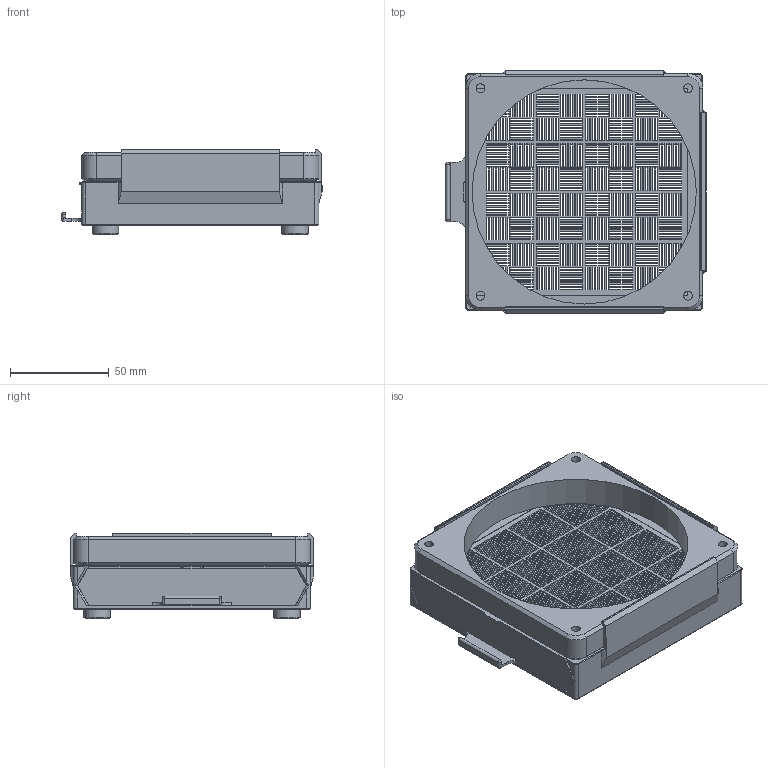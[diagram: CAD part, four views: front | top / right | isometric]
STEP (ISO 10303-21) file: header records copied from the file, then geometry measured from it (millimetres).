
FILE_DESCRIPTION(/* description */ (''),/* implementation_level */ '2;1');
FILE_NAME(/* name */ 'Desiccant Fan Mount 2 120mm_v22.step',/* time_stamp */ '2020-09-23T17:58:54-07:00',/* author */ (''),/* organization */ (''),/* preprocessor_version */ 'ST-DEVELOPER v18.1',/* originating_system */ 'Autodesk Translation Framework v9.3.0.1241',/* authorisation */ '');
FILE_SCHEMA (('AUTOMOTIVE_DESIGN { 1 0 10303 214 3 1 1 }'));
Products named in the file (5): Desiccant Fan Mount 2 120mm; Component1; Component3; Component2; Component4
Assembly tree (7 placements, depth 2):
  Desiccant Fan Mount 2 120mm
    Component1
    Component3
    Component2
    Component4  x4
Bounding box: 131.7 x 123.4 x 43.4 mm (x, y, z)
Volume: 154453.8 mm3; surface area: 142166.7 mm2
Topology: 8 solids, 8 shells, 3595 faces, 12578 edges, 8304 vertices
Faces by surface type: plane 3381, cylinder 122, cone 86, bspline 4, sphere 2
Full cylindrical faces by diameter (mm): 4.5 x4, 5 x4, 5.4 x4, 9.5 x4, 13.5 x4, 113.5 x1
Entity records: 132038 total; most frequent: ORIENTED_EDGE 24458, CARTESIAN_POINT 23915, DIRECTION 19326, EDGE_CURVE 12229, LINE 11982, VECTOR 11982, VERTEX_POINT 8091, EDGE_LOOP 4554
